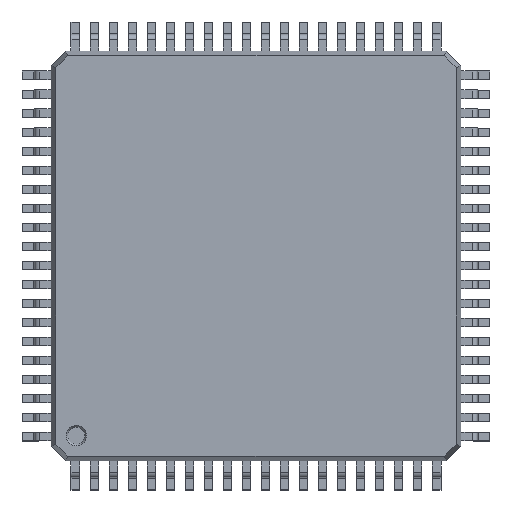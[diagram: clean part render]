
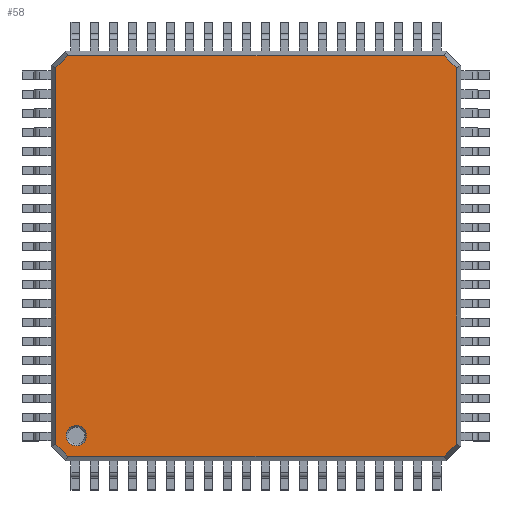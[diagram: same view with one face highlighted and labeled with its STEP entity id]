
A CAD part, top view. The second image highlights one B-rep face of the part: STEP entity #58.
In plain terms, the highlighted planar face has unit normal (0, 0, 1).
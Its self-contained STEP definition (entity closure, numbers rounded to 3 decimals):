
#58=ADVANCED_FACE('',(#9670,#9672),#9674,.T.);
#9670=FACE_BOUND('',#9671,.T.);
#9671=EDGE_LOOP('',(#17310,#17311,#17312,#17313,#17314,#17315,#17316,#17317));
#9672=FACE_BOUND('',#9673,.T.);
#9673=EDGE_LOOP('',(#17318));
#9674=PLANE('',#9675);
#9675=AXIS2_PLACEMENT_3D('',#9676,#9677,#9678);
#9676=CARTESIAN_POINT('',(0.,0.,1.5));
#9677=DIRECTION('',(0.,0.,1.));
#9678=DIRECTION('',(1.,0.,0.));
#17310=ORIENTED_EDGE('',*,*,#23186,.T.);
#17311=ORIENTED_EDGE('',*,*,#23187,.F.);
#17312=ORIENTED_EDGE('',*,*,#23188,.T.);
#17313=ORIENTED_EDGE('',*,*,#23189,.F.);
#17314=ORIENTED_EDGE('',*,*,#23190,.T.);
#17315=ORIENTED_EDGE('',*,*,#23191,.F.);
#17316=ORIENTED_EDGE('',*,*,#23192,.T.);
#17317=ORIENTED_EDGE('',*,*,#23193,.F.);
#17318=ORIENTED_EDGE('',*,*,#23194,.T.);
#23186=EDGE_CURVE('',#26124,#26125,#26126,.T.);
#23187=EDGE_CURVE('',#26127,#26125,#26128,.F.);
#23188=EDGE_CURVE('',#26127,#26129,#26130,.T.);
#23189=EDGE_CURVE('',#26131,#26129,#26132,.F.);
#23190=EDGE_CURVE('',#26131,#26133,#26134,.T.);
#23191=EDGE_CURVE('',#26135,#26133,#26136,.F.);
#23192=EDGE_CURVE('',#26135,#26137,#26138,.T.);
#23193=EDGE_CURVE('',#26124,#26137,#26139,.F.);
#23194=EDGE_CURVE('',#26140,#26140,#26141,.F.);
#26124=VERTEX_POINT('',#31016);
#26125=VERTEX_POINT('',#31017);
#26126=LINE('',#31018,#31019);
#26127=VERTEX_POINT('',#31021);
#26128=LINE('',#31022,#31023);
#26129=VERTEX_POINT('',#31025);
#26130=LINE('',#31026,#31027);
#26131=VERTEX_POINT('',#31029);
#26132=LINE('',#31030,#31031);
#26133=VERTEX_POINT('',#31033);
#26134=LINE('',#31034,#31035);
#26135=VERTEX_POINT('',#31037);
#26136=LINE('',#31038,#31039);
#26137=VERTEX_POINT('',#31041);
#26138=LINE('',#31042,#31043);
#26139=LINE('',#31045,#31046);
#26140=VERTEX_POINT('',#31048);
#26141=CIRCLE('',#31049,0.35);
#31016=CARTESIAN_POINT('',(6.844,-6.435,1.5));
#31017=CARTESIAN_POINT('',(6.844,6.435,1.5));
#31018=CARTESIAN_POINT('',(6.844,-6.435,1.5));
#31019=VECTOR('',#31020,1.);
#31020=DIRECTION('',(0.,1.,0.));
#31021=CARTESIAN_POINT('',(6.435,6.844,1.5));
#31022=CARTESIAN_POINT('',(6.844,6.435,1.5));
#31023=VECTOR('',#31024,1.);
#31024=DIRECTION('',(-0.707,0.707,0.));
#31025=CARTESIAN_POINT('',(-6.435,6.844,1.5));
#31026=CARTESIAN_POINT('',(6.435,6.844,1.5));
#31027=VECTOR('',#31028,1.);
#31028=DIRECTION('',(-1.,0.,0.));
#31029=CARTESIAN_POINT('',(-6.844,6.435,1.5));
#31030=CARTESIAN_POINT('',(-6.435,6.844,1.5));
#31031=VECTOR('',#31032,1.);
#31032=DIRECTION('',(-0.707,-0.707,0.));
#31033=CARTESIAN_POINT('',(-6.844,-6.435,1.5));
#31034=CARTESIAN_POINT('',(-6.844,6.435,1.5));
#31035=VECTOR('',#31036,1.);
#31036=DIRECTION('',(0.,-1.,0.));
#31037=CARTESIAN_POINT('',(-6.435,-6.844,1.5));
#31038=CARTESIAN_POINT('',(-6.844,-6.435,1.5));
#31039=VECTOR('',#31040,1.);
#31040=DIRECTION('',(0.707,-0.707,0.));
#31041=CARTESIAN_POINT('',(6.435,-6.844,1.5));
#31042=CARTESIAN_POINT('',(-6.435,-6.844,1.5));
#31043=VECTOR('',#31044,1.);
#31044=DIRECTION('',(1.,0.,0.));
#31045=CARTESIAN_POINT('',(6.435,-6.844,1.5));
#31046=VECTOR('',#31047,1.);
#31047=DIRECTION('',(0.707,0.707,0.));
#31048=CARTESIAN_POINT('',(-5.794,-6.144,1.5));
#31049=AXIS2_PLACEMENT_3D('',#31050,#31051,#31052);
#31050=CARTESIAN_POINT('',(-6.144,-6.144,1.5));
#31051=DIRECTION('',(0.,0.,1.));
#31052=DIRECTION('',(1.,0.,0.));
